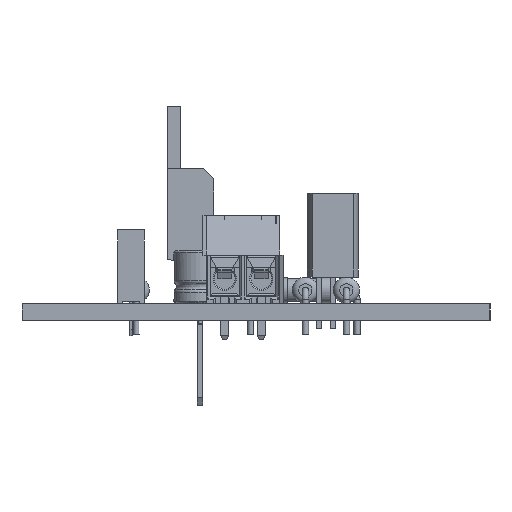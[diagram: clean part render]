
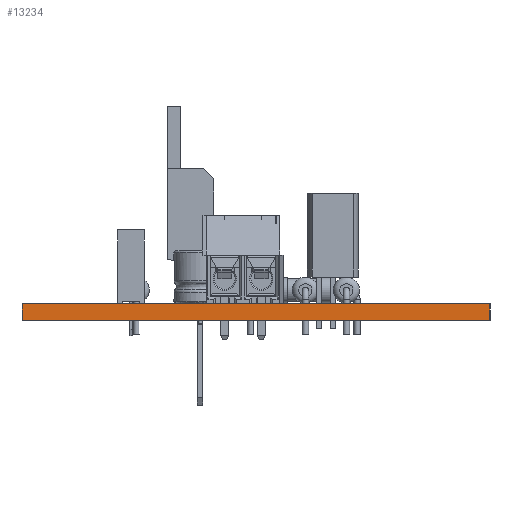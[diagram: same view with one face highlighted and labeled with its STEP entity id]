
A CAD part, left-side view. The second image highlights one B-rep face of the part: STEP entity #13234.
In plain terms, the highlighted planar face has unit normal (-1, 0, 0).
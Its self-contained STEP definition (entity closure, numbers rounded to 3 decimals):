
#13178 = VERTEX_POINT('',#13179);
#13179 = CARTESIAN_POINT('',(-65.532,-22.352,1.6));
#13185 = EDGE_CURVE('',#13186,#13178,#13188,.T.);
#13186 = VERTEX_POINT('',#13187);
#13187 = CARTESIAN_POINT('',(-65.532,-22.352,0.));
#13188 = LINE('',#13189,#13190);
#13189 = CARTESIAN_POINT('',(-65.532,-22.352,0.));
#13190 = VECTOR('',#13191,1.);
#13191 = DIRECTION('',(0.,0.,1.));
#13234 = ADVANCED_FACE('',(#13235),#13260,.T.);
#13235 = FACE_BOUND('',#13236,.T.);
#13236 = EDGE_LOOP('',(#13237,#13238,#13246,#13254));
#13237 = ORIENTED_EDGE('',*,*,#13185,.T.);
#13238 = ORIENTED_EDGE('',*,*,#13239,.T.);
#13239 = EDGE_CURVE('',#13178,#13240,#13242,.T.);
#13240 = VERTEX_POINT('',#13241);
#13241 = CARTESIAN_POINT('',(-65.532,22.352,1.6));
#13242 = LINE('',#13243,#13244);
#13243 = CARTESIAN_POINT('',(-65.532,-22.352,1.6));
#13244 = VECTOR('',#13245,1.);
#13245 = DIRECTION('',(0.,1.,0.));
#13246 = ORIENTED_EDGE('',*,*,#13247,.F.);
#13247 = EDGE_CURVE('',#13248,#13240,#13250,.T.);
#13248 = VERTEX_POINT('',#13249);
#13249 = CARTESIAN_POINT('',(-65.532,22.352,0.));
#13250 = LINE('',#13251,#13252);
#13251 = CARTESIAN_POINT('',(-65.532,22.352,0.));
#13252 = VECTOR('',#13253,1.);
#13253 = DIRECTION('',(0.,0.,1.));
#13254 = ORIENTED_EDGE('',*,*,#13255,.F.);
#13255 = EDGE_CURVE('',#13186,#13248,#13256,.T.);
#13256 = LINE('',#13257,#13258);
#13257 = CARTESIAN_POINT('',(-65.532,-22.352,0.));
#13258 = VECTOR('',#13259,1.);
#13259 = DIRECTION('',(0.,1.,0.));
#13260 = PLANE('',#13261);
#13261 = AXIS2_PLACEMENT_3D('',#13262,#13263,#13264);
#13262 = CARTESIAN_POINT('',(-65.532,-22.352,0.));
#13263 = DIRECTION('',(-1.,0.,0.));
#13264 = DIRECTION('',(0.,1.,0.));
